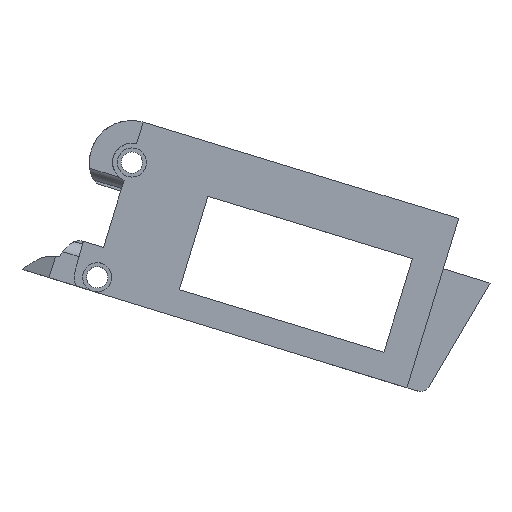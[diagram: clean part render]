
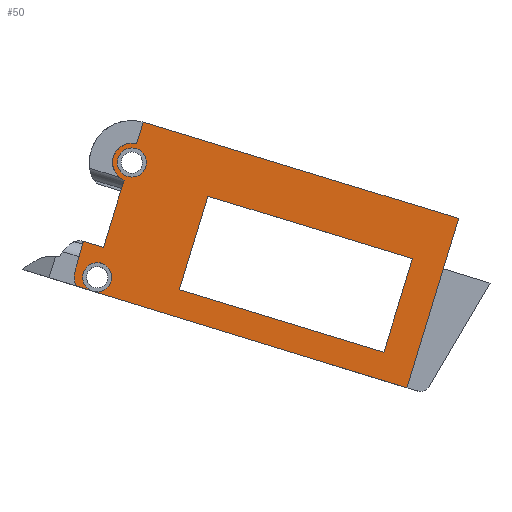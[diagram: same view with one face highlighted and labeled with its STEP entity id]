
A CAD part, top view. The second image highlights one B-rep face of the part: STEP entity #50.
In plain terms, the highlighted planar face has unit normal (0, 0, 1).
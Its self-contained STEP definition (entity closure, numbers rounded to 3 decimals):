
#22 = VERTEX_POINT('',#23);
#23 = CARTESIAN_POINT('',(-7.313,67.257,12.3));
#39 = EDGE_CURVE('',#22,#22,#40,.T.);
#40 = CIRCLE('',#41,1.906);
#41 = AXIS2_PLACEMENT_3D('',#42,#43,#44);
#42 = CARTESIAN_POINT('',(-9.218,67.257,12.3));
#43 = DIRECTION('',(0.,0.,1.));
#44 = DIRECTION('',(1.,0.,0.));
#50 = ADVANCED_FACE('',(#51,#167,#201,#204),#222,.T.);
#51 = FACE_BOUND('',#52,.T.);
#52 = EDGE_LOOP('',(#53,#63,#71,#79,#88,#96,#104,#112,#120,#128,#137,
    #145,#153,#161));
#53 = ORIENTED_EDGE('',*,*,#54,.F.);
#54 = EDGE_CURVE('',#55,#57,#59,.T.);
#55 = VERTEX_POINT('',#56);
#56 = CARTESIAN_POINT('',(32.843,60.156,12.3));
#57 = VERTEX_POINT('',#58);
#58 = CARTESIAN_POINT('',(32.841,60.149,12.3));
#59 = LINE('',#60,#61);
#60 = CARTESIAN_POINT('',(32.843,60.156,12.3));
#61 = VECTOR('',#62,1.);
#62 = DIRECTION('',(-0.292,-0.956,0.));
#63 = ORIENTED_EDGE('',*,*,#64,.T.);
#64 = EDGE_CURVE('',#55,#65,#67,.T.);
#65 = VERTEX_POINT('',#66);
#66 = CARTESIAN_POINT('',(-7.732,72.545,12.3));
#67 = LINE('',#68,#69);
#68 = CARTESIAN_POINT('',(32.843,60.156,12.3));
#69 = VECTOR('',#70,1.);
#70 = DIRECTION('',(-0.956,0.292,0.));
#71 = ORIENTED_EDGE('',*,*,#72,.T.);
#72 = EDGE_CURVE('',#65,#73,#75,.T.);
#73 = VERTEX_POINT('',#74);
#74 = CARTESIAN_POINT('',(-8.599,69.706,12.3));
#75 = LINE('',#76,#77);
#76 = CARTESIAN_POINT('',(-7.732,72.545,12.3));
#77 = VECTOR('',#78,1.);
#78 = DIRECTION('',(-0.292,-0.956,0.));
#79 = ORIENTED_EDGE('',*,*,#80,.T.);
#80 = EDGE_CURVE('',#73,#81,#83,.T.);
#81 = VERTEX_POINT('',#82);
#82 = CARTESIAN_POINT('',(-10.25,64.952,12.3));
#83 = CIRCLE('',#84,2.525);
#84 = AXIS2_PLACEMENT_3D('',#85,#86,#87);
#85 = CARTESIAN_POINT('',(-9.218,67.257,12.3));
#86 = DIRECTION('',(0.,0.,1.));
#87 = DIRECTION('',(1.,0.,0.));
#88 = ORIENTED_EDGE('',*,*,#89,.F.);
#89 = EDGE_CURVE('',#90,#81,#92,.T.);
#90 = VERTEX_POINT('',#91);
#91 = CARTESIAN_POINT('',(-10.681,63.54,12.3));
#92 = LINE('',#93,#94);
#93 = CARTESIAN_POINT('',(-10.681,63.54,12.3));
#94 = VECTOR('',#95,1.);
#95 = DIRECTION('',(0.292,0.956,0.));
#96 = ORIENTED_EDGE('',*,*,#97,.T.);
#97 = EDGE_CURVE('',#90,#98,#100,.T.);
#98 = VERTEX_POINT('',#99);
#99 = CARTESIAN_POINT('',(-10.681,63.54,12.3));
#100 = LINE('',#101,#102);
#101 = CARTESIAN_POINT('',(-9.191,63.085,12.3));
#102 = VECTOR('',#103,1.);
#103 = DIRECTION('',(-0.956,0.292,0.));
#104 = ORIENTED_EDGE('',*,*,#105,.F.);
#105 = EDGE_CURVE('',#106,#98,#108,.T.);
#106 = VERTEX_POINT('',#107);
#107 = CARTESIAN_POINT('',(-12.939,56.147,12.3));
#108 = LINE('',#109,#110);
#109 = CARTESIAN_POINT('',(-12.939,56.147,12.3));
#110 = VECTOR('',#111,1.);
#111 = DIRECTION('',(0.292,0.956,0.));
#112 = ORIENTED_EDGE('',*,*,#113,.T.);
#113 = EDGE_CURVE('',#106,#114,#116,.T.);
#114 = VERTEX_POINT('',#115);
#115 = CARTESIAN_POINT('',(-15.564,56.949,12.3));
#116 = LINE('',#117,#118);
#117 = CARTESIAN_POINT('',(-11.448,55.692,12.3));
#118 = VECTOR('',#119,1.);
#119 = DIRECTION('',(-0.956,0.292,0.));
#120 = ORIENTED_EDGE('',*,*,#121,.F.);
#121 = EDGE_CURVE('',#122,#114,#124,.T.);
#122 = VERTEX_POINT('',#123);
#123 = CARTESIAN_POINT('',(-16.645,53.045,12.3));
#124 = LINE('',#125,#126);
#125 = CARTESIAN_POINT('',(-16.645,53.045,12.3));
#126 = VECTOR('',#127,1.);
#127 = DIRECTION('',(0.267,0.964,0.));
#128 = ORIENTED_EDGE('',*,*,#129,.T.);
#129 = EDGE_CURVE('',#122,#130,#132,.T.);
#130 = VERTEX_POINT('',#131);
#131 = CARTESIAN_POINT('',(-16.529,51.104,12.3));
#132 = CIRCLE('',#133,3.);
#133 = AXIS2_PLACEMENT_3D('',#134,#135,#136);
#134 = CARTESIAN_POINT('',(-13.754,52.245,12.3));
#135 = DIRECTION('',(0.,0.,1.));
#136 = DIRECTION('',(1.,0.,0.));
#137 = ORIENTED_EDGE('',*,*,#138,.F.);
#138 = EDGE_CURVE('',#139,#130,#141,.T.);
#139 = VERTEX_POINT('',#140);
#140 = CARTESIAN_POINT('',(-14.314,50.424,12.3));
#141 = LINE('',#142,#143);
#142 = CARTESIAN_POINT('',(25.115,38.302,12.3));
#143 = VECTOR('',#144,1.);
#144 = DIRECTION('',(-0.956,0.294,0.));
#145 = ORIENTED_EDGE('',*,*,#146,.F.);
#146 = EDGE_CURVE('',#147,#139,#149,.T.);
#147 = VERTEX_POINT('',#148);
#148 = CARTESIAN_POINT('',(26.789,37.787,12.3));
#149 = LINE('',#150,#151);
#150 = CARTESIAN_POINT('',(25.115,38.302,12.3));
#151 = VECTOR('',#152,1.);
#152 = DIRECTION('',(-0.956,0.294,0.));
#153 = ORIENTED_EDGE('',*,*,#154,.F.);
#154 = EDGE_CURVE('',#155,#147,#157,.T.);
#155 = VERTEX_POINT('',#156);
#156 = CARTESIAN_POINT('',(33.558,59.929,12.3));
#157 = LINE('',#158,#159);
#158 = CARTESIAN_POINT('',(31.551,53.364,12.3));
#159 = VECTOR('',#160,1.);
#160 = DIRECTION('',(-0.292,-0.956,0.));
#161 = ORIENTED_EDGE('',*,*,#162,.F.);
#162 = EDGE_CURVE('',#57,#155,#163,.T.);
#163 = LINE('',#164,#165);
#164 = CARTESIAN_POINT('',(32.841,60.149,12.3));
#165 = VECTOR('',#166,1.);
#166 = DIRECTION('',(0.956,-0.292,-0.));
#167 = FACE_BOUND('',#168,.T.);
#168 = EDGE_LOOP('',(#169,#179,#187,#195));
#169 = ORIENTED_EDGE('',*,*,#170,.F.);
#170 = EDGE_CURVE('',#171,#173,#175,.T.);
#171 = VERTEX_POINT('',#172);
#172 = CARTESIAN_POINT('',(-3.01,50.613,12.3));
#173 = VERTEX_POINT('',#174);
#174 = CARTESIAN_POINT('',(23.77,42.435,12.3));
#175 = LINE('',#176,#177);
#176 = CARTESIAN_POINT('',(14.619,45.23,12.3));
#177 = VECTOR('',#178,1.);
#178 = DIRECTION('',(0.956,-0.292,0.));
#179 = ORIENTED_EDGE('',*,*,#180,.F.);
#180 = EDGE_CURVE('',#181,#171,#183,.T.);
#181 = VERTEX_POINT('',#182);
#182 = CARTESIAN_POINT('',(0.728,62.855,12.3));
#183 = LINE('',#184,#185);
#184 = CARTESIAN_POINT('',(-1.86,54.376,12.3));
#185 = VECTOR('',#186,1.);
#186 = DIRECTION('',(-0.292,-0.956,0.));
#187 = ORIENTED_EDGE('',*,*,#188,.T.);
#188 = EDGE_CURVE('',#181,#189,#191,.T.);
#189 = VERTEX_POINT('',#190);
#190 = CARTESIAN_POINT('',(27.508,54.677,12.3));
#191 = LINE('',#192,#193);
#192 = CARTESIAN_POINT('',(18.357,57.472,12.3));
#193 = VECTOR('',#194,1.);
#194 = DIRECTION('',(0.956,-0.292,0.));
#195 = ORIENTED_EDGE('',*,*,#196,.T.);
#196 = EDGE_CURVE('',#189,#173,#197,.T.);
#197 = LINE('',#198,#199);
#198 = CARTESIAN_POINT('',(24.919,46.199,12.3));
#199 = VECTOR('',#200,1.);
#200 = DIRECTION('',(-0.292,-0.956,0.));
#201 = FACE_BOUND('',#202,.T.);
#202 = EDGE_LOOP('',(#203));
#203 = ORIENTED_EDGE('',*,*,#39,.F.);
#204 = FACE_BOUND('',#205,.T.);
#205 = EDGE_LOOP('',(#206,#215));
#206 = ORIENTED_EDGE('',*,*,#207,.F.);
#207 = EDGE_CURVE('',#139,#208,#210,.T.);
#208 = VERTEX_POINT('',#209);
#209 = CARTESIAN_POINT('',(-11.848,52.245,12.3));
#210 = CIRCLE('',#211,1.906);
#211 = AXIS2_PLACEMENT_3D('',#212,#213,#214);
#212 = CARTESIAN_POINT('',(-13.754,52.245,12.3));
#213 = DIRECTION('',(0.,0.,1.));
#214 = DIRECTION('',(1.,0.,0.));
#215 = ORIENTED_EDGE('',*,*,#216,.F.);
#216 = EDGE_CURVE('',#208,#139,#217,.T.);
#217 = CIRCLE('',#218,1.906);
#218 = AXIS2_PLACEMENT_3D('',#219,#220,#221);
#219 = CARTESIAN_POINT('',(-13.754,52.245,12.3));
#220 = DIRECTION('',(0.,0.,1.));
#221 = DIRECTION('',(1.,0.,0.));
#222 = PLANE('',#223);
#223 = AXIS2_PLACEMENT_3D('',#224,#225,#226);
#224 = CARTESIAN_POINT('',(8.181,55.387,12.3));
#225 = DIRECTION('',(0.,0.,1.));
#226 = DIRECTION('',(1.,0.,0.));
